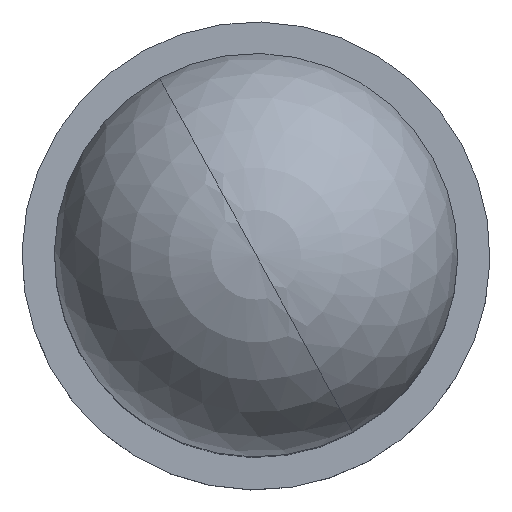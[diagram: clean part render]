
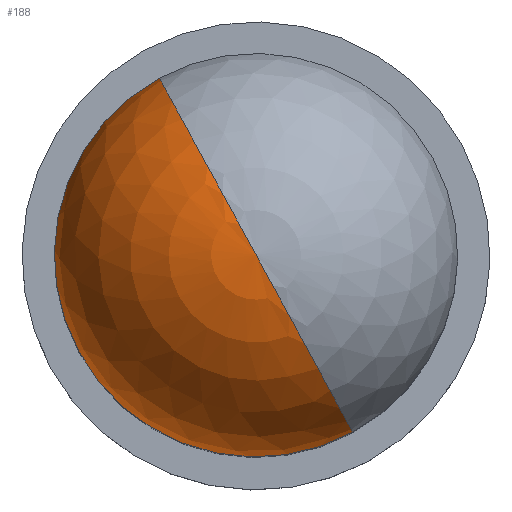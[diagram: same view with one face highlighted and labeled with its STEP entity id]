
A CAD part, top view. The second image highlights one B-rep face of the part: STEP entity #188.
In plain terms, the highlighted spherical face has radius 2.5 mm.
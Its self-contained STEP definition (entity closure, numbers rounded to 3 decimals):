
#120=CARTESIAN_POINT('Vertex',(1.199,-2.194,6.2)) ;
#123=CARTESIAN_POINT('Axis2P3D Location',(0.,0.,6.2)) ;
#127=CARTESIAN_POINT('Vertex',(-1.199,2.194,6.2)) ;
#166=CARTESIAN_POINT('Axis2P3D Location',(0.,0.,6.2)) ;
#171=CARTESIAN_POINT('Axis2P3D Location',(0.,0.,6.2)) ;
#175=CARTESIAN_POINT('Vertex',(0.,0.,8.7)) ;
#178=CARTESIAN_POINT('Axis2P3D Location',(0.,0.,6.2)) ;
#124=DIRECTION('Axis2P3D Direction',(0.,0.,1.)) ;
#167=DIRECTION('Axis2P3D Direction',(0.,0.,1.)) ;
#168=DIRECTION('Axis2P3D XDirection',(-0.479,0.878,0.)) ;
#172=DIRECTION('Axis2P3D Direction',(-0.878,-0.479,0.)) ;
#179=DIRECTION('Axis2P3D Direction',(0.878,0.479,-0.)) ;
#125=AXIS2_PLACEMENT_3D('Circle Axis2P3D',#123,#124,$) ;
#169=AXIS2_PLACEMENT_3D('Sphere Axis2P3D',#166,#167,#168) ;
#173=AXIS2_PLACEMENT_3D('Circle Axis2P3D',#171,#172,$) ;
#180=AXIS2_PLACEMENT_3D('Circle Axis2P3D',#178,#179,$) ;
#184=ORIENTED_EDGE('',*,*,#177,.T.) ;
#185=ORIENTED_EDGE('',*,*,#182,.F.) ;
#186=ORIENTED_EDGE('',*,*,#129,.T.) ;
#188=ADVANCED_FACE('PartBody',(#187),#170,.T.) ;
#126=CIRCLE('generated circle',#125,2.5) ;
#174=CIRCLE('generated circle',#173,2.5) ;
#181=CIRCLE('generated circle',#180,2.5) ;
#129=EDGE_CURVE('',#128,#121,#126,.T.) ;
#177=EDGE_CURVE('',#121,#176,#174,.T.) ;
#182=EDGE_CURVE('',#128,#176,#181,.T.) ;
#183=EDGE_LOOP('',(#184,#185,#186)) ;
#187=FACE_OUTER_BOUND('',#183,.T.) ;
#170=SPHERICAL_SURFACE('',#169,2.5) ;
#121=VERTEX_POINT('',#120) ;
#128=VERTEX_POINT('',#127) ;
#176=VERTEX_POINT('',#175) ;
